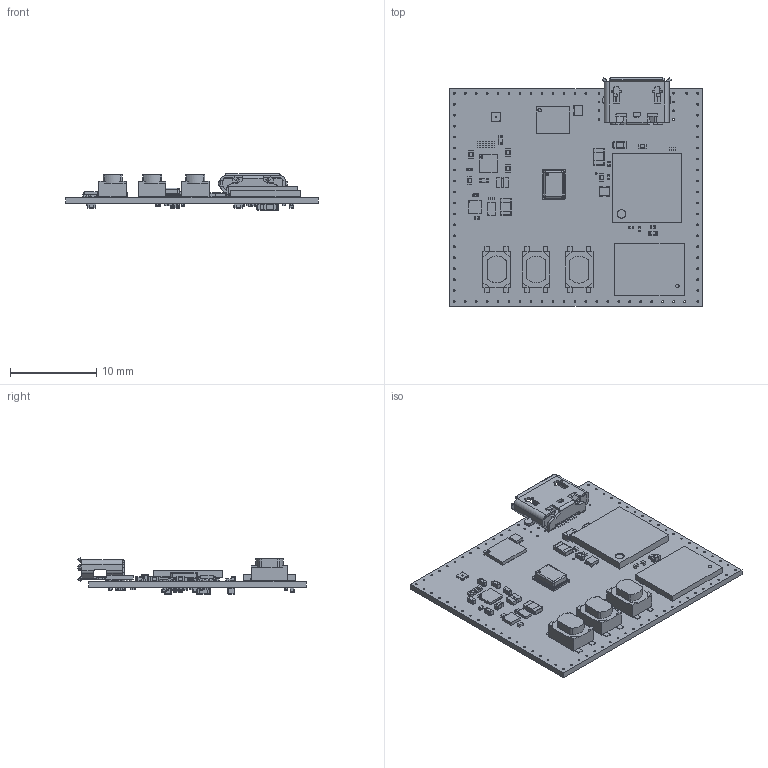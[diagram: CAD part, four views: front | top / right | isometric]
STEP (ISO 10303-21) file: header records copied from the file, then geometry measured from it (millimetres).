
FILE_DESCRIPTION(/* description */ (''),/* implementation_level */ '2;1');
FILE_NAME(/* name */ 'max78000_audio v1.step',/* time_stamp */ '2021-06-29T19:28:33+06:00',/* author */ (''),/* organization */ (''),/* preprocessor_version */ 'ST-DEVELOPER v18.1',/* originating_system */ 'Autodesk Translation Framework v10.9.0.1377',/* authorisation */ '');
FILE_SCHEMA (('AUTOMOTIVE_DESIGN { 1 0 10303 214 3 1 1 }'));
Length unit declared in the file: millimetre
Products named in the file (52): max78000_audio; Board; Packages; 0201; Fillet1; Fillet2; body2; 0402; Fillet1 (1); Fillet2 (1); body2 (1); 0603; Fillet1 (2); Fillet2 (2); body2 (2); LUMEX_SML-LX0404SIUPGUSB_0; Base; Led; R; G; B; Pads; Polarity; Anode mark; 0504; 0805; BGA63C40P9X7_387X307X69; Array; Body; BGA81C80P9X9_800X800X130; Array (1); Body (1); WSON8_8X6XOP8_MAC; KNOWLES_SPH0645LM4H-B_0; 1 (1); 1; 2; 3; 4; ECS32761210BNTR ...
Assembly tree (106 placements, depth 5):
  max78000_audio
    Board
    Packages
      0201  x22
        Fillet1
        Fillet2
        body2
      0402  x13
        Fillet1 (1)
        Fillet2 (1)
        body2 (1)
      0603  x4
        Fillet1 (2)
        Fillet2 (2)
        body2 (2)
      LUMEX_SML-LX0404SIUPGUSB_0
        Base
        Led
        R
        G
        B
        Pads
        Polarity
        Anode mark
      0504
      0805  x2
      BGA63C40P9X7_387X307X69
        Array
        Body
      BGA81C80P9X9_800X800X130
        Array (1)
        Body (1)
      WSON8_8X6XOP8_MAC
      KNOWLES_SPH0645LM4H-B_0
        1 (1)
          1
          2
          3
          4
      ECS32761210BNTR  x2
        Body (2)
        Pins
      21-100128A_N60E1+2_MXM
      BGA25C40P5X5_206X206X50
        Array (2)
        Body (3)
      BGA9C40P3X3_147X145X69
      0201 (1)  x16
      PTS815SJM250SMTRLFS  x3
        Body (4)
        Pins (1)
      USB-B-MICRO-SMD
Bounding box: 29.21 x 26.4 x 4.24 mm (x, y, z)
Volume: 754.1 mm3; surface area: 2777 mm2
Topology: 436 solids, 436 shells, 3766 faces, 8917 edges, 5313 vertices
Faces by surface type: plane 1989, cylinder 1216, sphere 528, bspline 25, torus 8
Full cylindrical faces by diameter (mm): 0.046 x1, 0.072 x1, 0.203 x131, 0.257 x1, 0.325 x4, 0.384 x1, 0.405 x1, 1 x1, 1.025 x3, 1.625 x2
Entity records: 50898 total; most frequent: CARTESIAN_POINT 8705, DIRECTION 8574, ORIENTED_EDGE 7646, EDGE_CURVE 3823, AXIS2_PLACEMENT_3D 2967, VERTEX_POINT 2693, LINE 2640, VECTOR 2640
